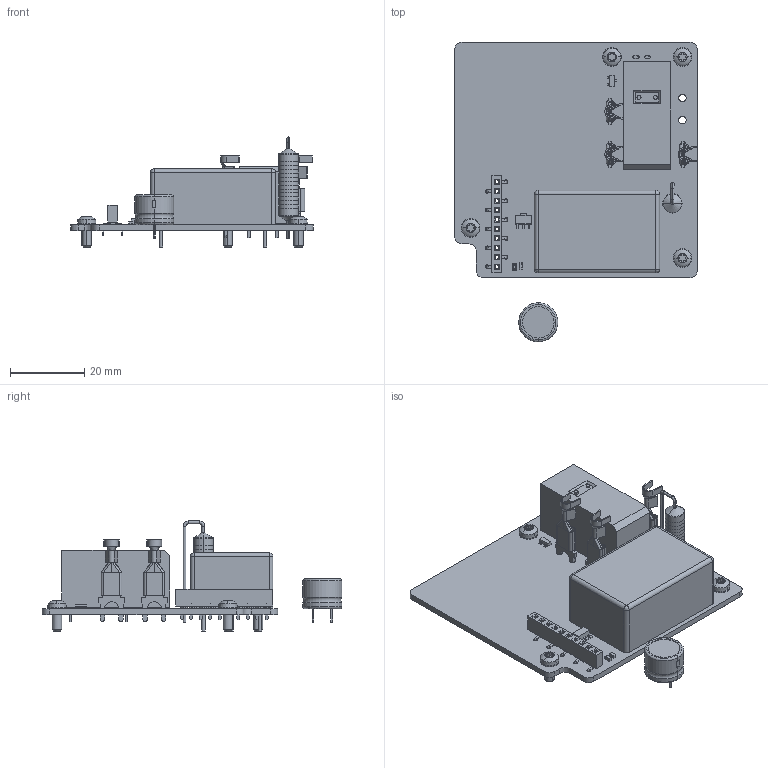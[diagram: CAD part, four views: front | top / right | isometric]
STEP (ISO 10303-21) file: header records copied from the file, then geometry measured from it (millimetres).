
FILE_DESCRIPTION(('Open CASCADE Model'),'2;1');
FILE_NAME('Open CASCADE Shape Model','2025-02-23T03:10:35',('Author'),( 'Open CASCADE'),'Open CASCADE STEP processor 7.5','Open CASCADE 7.5' ,'Unknown');
FILE_SCHEMA(('AUTOMOTIVE_DESIGN { 1 0 10303 214 1 1 1 1 }'));
Length unit declared in the file: millimetre
Products named in the file (40): PCB; Board; Open CASCADE STEP translator 7.5 22.1.1; R1; RESADV508-1670X520; J2; c-5-160430-7-ba-3d; PCR1870.8; J3; J4; J1; 61301015721; 6130xx15721_PIN; WASHER4; BOSSARD_BN678-8303525_v; WASHER3; WASHER2; WASHER1; SCREW4; BOSSARD_BN5687-3061597_v; SCREW3; SCREW2; SCREW1; IC2; PWS_MEANWELL_IRM-02; IC1; ANALOG-DEVICES_SOT-89(RK-3); C3; CAPC1608X87N; C2; C1; CAPPR500-1050X800; T9; SOT95P240X110-3N; RL2; REL_OMRON_G2RL-24; D6; SODFL1608X65N; D5
Assembly tree (60 placements, depth 4):
  PCB
    Board
      Open CASCADE STEP translator 7.5 22.1.1
    R1
      RESADV508-1670X520
    J2
      c-5-160430-7-ba-3d
      PCR1870.8
    J3
      c-5-160430-7-ba-3d
      PCR1870.8
    J4
      c-5-160430-7-ba-3d
      PCR1870.8
    J1
      61301015721
        6130xx15721_PIN  x10
        61301015721
    WASHER4
      BOSSARD_BN678-8303525_v
    WASHER3
      BOSSARD_BN678-8303525_v
    WASHER2
      BOSSARD_BN678-8303525_v
    WASHER1
      BOSSARD_BN678-8303525_v
    SCREW4
      BOSSARD_BN5687-3061597_v
    SCREW3
      BOSSARD_BN5687-3061597_v
    SCREW2
      BOSSARD_BN5687-3061597_v
    SCREW1
      BOSSARD_BN5687-3061597_v
    IC2
      PWS_MEANWELL_IRM-02
    IC1
      ANALOG-DEVICES_SOT-89(RK-3)
    C3
      CAPC1608X87N
    C2
      CAPC1608X87N
    C1
      CAPPR500-1050X800
    T9
      SOT95P240X110-3N
    RL2
      REL_OMRON_G2RL-24
    D6
      SODFL1608X65N
    D5
      SODFL1608X65N
Bounding box: 65.3 x 80.65 x 29.6 mm (x, y, z)
Volume: 25071 mm3; surface area: 18983 mm2
Topology: 84 solids, 84 shells, 2219 faces, 5658 edges, 3582 vertices
Faces by surface type: plane 1217, cylinder 821, bspline 105, sphere 28, cone 26, torus 22
Full cylindrical faces by diameter (mm): 0.01 x10, 0.51 x10, 0.9 x8, 1 x12, 1.1 x10, 1.3 x8, 1.5 x6, 2 x2, 2.7 x4
Entity records: 30162 total; most frequent: CARTESIAN_POINT 6486, DIRECTION 4327, ORIENTED_EDGE 4162, EDGE_CURVE 2081, AXIS2_PLACEMENT_3D 1461, LINE 1405, VECTOR 1405, VERTEX_POINT 1324
